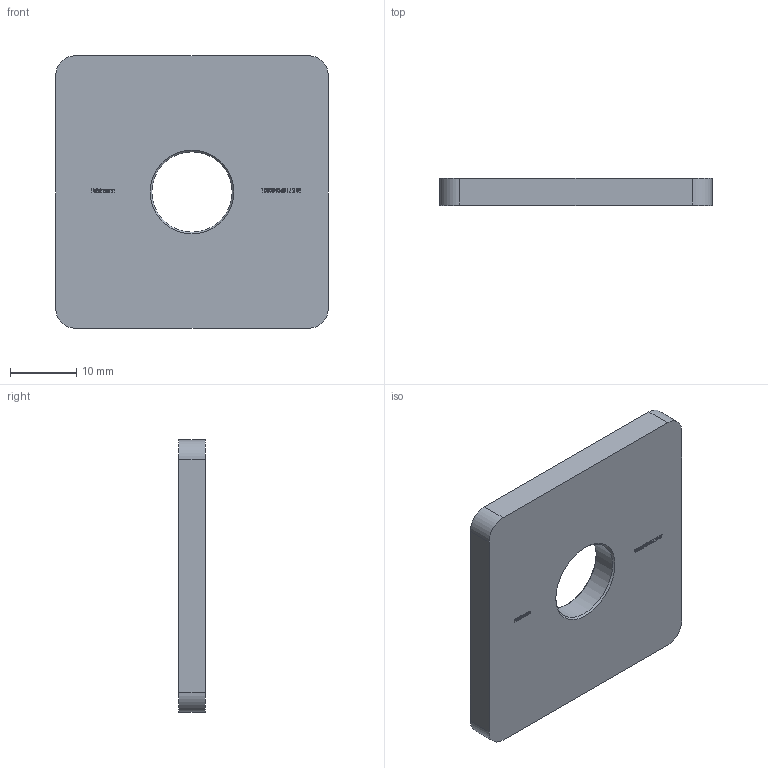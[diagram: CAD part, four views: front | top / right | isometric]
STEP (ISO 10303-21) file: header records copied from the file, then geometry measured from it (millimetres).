
FILE_DESCRIPTION (( 'STEP AP203' ), '1' );
FILE_NAME ('100054040-L12-ST.step', '2021-07-26T07:58:42', ( '' ), ( '' ), 'SwSTEP 2.0', 'SolidWorks 2018', '' );
FILE_SCHEMA (( 'CONFIG_CONTROL_DESIGN' ));
Length unit declared in the file: millimetre
Products named in the file (2): 100054040-L12-ST
Bounding box: 41 x 4 x 41 mm (x, y, z)
Volume: 6230.6 mm3; surface area: 3898.1 mm2
Topology: 1 solids, 1 shells, 297 faces, 781 edges, 520 vertices
Faces by surface type: plane 168, bspline 122, cylinder 5, cone 2
Full cylindrical faces by diameter (mm): 12.1 x1
Entity records: 16511 total; most frequent: CARTESIAN_POINT 9847, ORIENTED_EDGE 1556, DIRECTION 900, EDGE_CURVE 778, LINE 522, VECTOR 522, VERTEX_POINT 520, EDGE_LOOP 336
